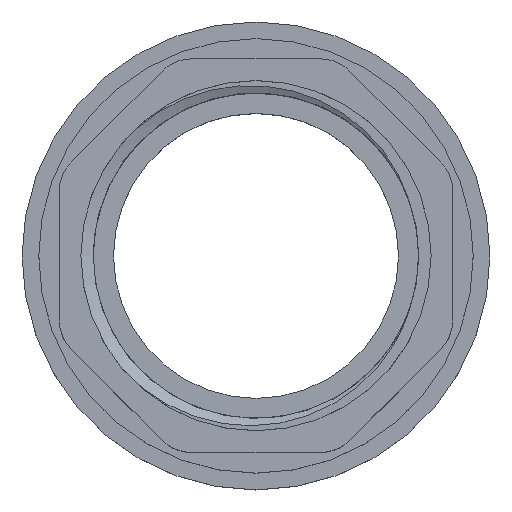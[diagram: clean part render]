
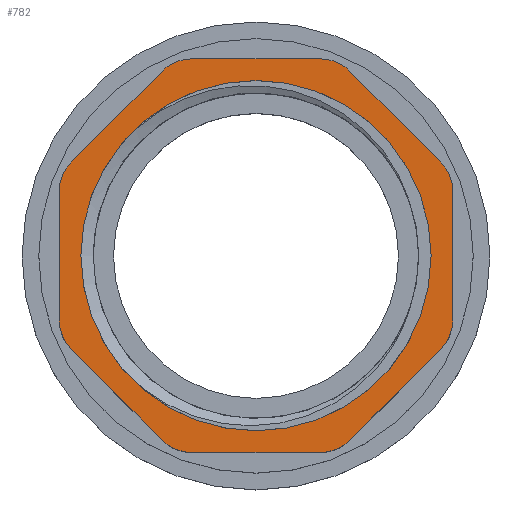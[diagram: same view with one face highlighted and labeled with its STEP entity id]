
A CAD part, top view. The second image highlights one B-rep face of the part: STEP entity #782.
In plain terms, the highlighted planar face has unit normal (0, 0, 1).
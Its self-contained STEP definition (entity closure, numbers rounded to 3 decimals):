
#20=FACE_BOUND('',#112,.T.);
#32=PLANE('',#851);
#64=FACE_OUTER_BOUND('',#111,.T.);
#111=EDGE_LOOP('',(#605,#606,#607,#608,#609,#610,#611,#612,#613,#614,#615,
#616,#617,#618,#619,#620));
#112=EDGE_LOOP('',(#621));
#132=CIRCLE('',#830,20.955);
#140=CIRCLE('',#852,5.);
#141=CIRCLE('',#853,5.);
#142=CIRCLE('',#854,5.);
#143=CIRCLE('',#855,5.);
#144=CIRCLE('',#856,5.);
#145=CIRCLE('',#857,5.);
#146=CIRCLE('',#858,5.);
#147=CIRCLE('',#859,5.);
#216=LINE('',#3656,#267);
#220=LINE('',#3665,#271);
#224=LINE('',#3674,#275);
#226=LINE('',#3679,#277);
#230=LINE('',#3688,#281);
#234=LINE('',#3697,#285);
#240=LINE('',#3710,#291);
#242=LINE('',#3720,#293);
#267=VECTOR('',#970,1.);
#271=VECTOR('',#976,1.);
#275=VECTOR('',#982,1.);
#277=VECTOR('',#986,1.);
#281=VECTOR('',#992,1.);
#285=VECTOR('',#998,1.);
#291=VECTOR('',#1006,1.);
#293=VECTOR('',#1020,1.);
#331=VERTEX_POINT('',#3227);
#345=VERTEX_POINT('',#3653);
#346=VERTEX_POINT('',#3655);
#349=VERTEX_POINT('',#3662);
#350=VERTEX_POINT('',#3664);
#353=VERTEX_POINT('',#3671);
#354=VERTEX_POINT('',#3673);
#355=VERTEX_POINT('',#3677);
#356=VERTEX_POINT('',#3678);
#359=VERTEX_POINT('',#3686);
#360=VERTEX_POINT('',#3687);
#363=VERTEX_POINT('',#3695);
#364=VERTEX_POINT('',#3696);
#369=VERTEX_POINT('',#3707);
#370=VERTEX_POINT('',#3709);
#371=VERTEX_POINT('',#3717);
#372=VERTEX_POINT('',#3719);
#420=EDGE_CURVE('',#331,#331,#132,.T.);
#440=EDGE_CURVE('',#346,#345,#216,.T.);
#444=EDGE_CURVE('',#350,#349,#220,.T.);
#448=EDGE_CURVE('',#354,#353,#224,.T.);
#450=EDGE_CURVE('',#355,#356,#226,.T.);
#454=EDGE_CURVE('',#359,#360,#230,.T.);
#458=EDGE_CURVE('',#363,#364,#234,.T.);
#464=EDGE_CURVE('',#370,#369,#240,.T.);
#466=EDGE_CURVE('',#353,#355,#140,.T.);
#467=EDGE_CURVE('',#356,#359,#141,.T.);
#468=EDGE_CURVE('',#360,#363,#142,.T.);
#469=EDGE_CURVE('',#364,#370,#143,.T.);
#470=EDGE_CURVE('',#369,#371,#144,.T.);
#471=EDGE_CURVE('',#371,#372,#242,.T.);
#472=EDGE_CURVE('',#372,#346,#145,.T.);
#473=EDGE_CURVE('',#345,#350,#146,.T.);
#474=EDGE_CURVE('',#349,#354,#147,.T.);
#605=ORIENTED_EDGE('',*,*,#448,.T.);
#606=ORIENTED_EDGE('',*,*,#466,.T.);
#607=ORIENTED_EDGE('',*,*,#450,.T.);
#608=ORIENTED_EDGE('',*,*,#467,.T.);
#609=ORIENTED_EDGE('',*,*,#454,.T.);
#610=ORIENTED_EDGE('',*,*,#468,.T.);
#611=ORIENTED_EDGE('',*,*,#458,.T.);
#612=ORIENTED_EDGE('',*,*,#469,.T.);
#613=ORIENTED_EDGE('',*,*,#464,.T.);
#614=ORIENTED_EDGE('',*,*,#470,.T.);
#615=ORIENTED_EDGE('',*,*,#471,.T.);
#616=ORIENTED_EDGE('',*,*,#472,.T.);
#617=ORIENTED_EDGE('',*,*,#440,.T.);
#618=ORIENTED_EDGE('',*,*,#473,.T.);
#619=ORIENTED_EDGE('',*,*,#444,.T.);
#620=ORIENTED_EDGE('',*,*,#474,.T.);
#621=ORIENTED_EDGE('',*,*,#420,.T.);
#782=ADVANCED_FACE('',(#64,#20),#32,.T.);
#830=AXIS2_PLACEMENT_3D('',#3228,#933,#934);
#851=AXIS2_PLACEMENT_3D('',#3712,#1008,#1009);
#852=AXIS2_PLACEMENT_3D('',#3713,#1010,#1011);
#853=AXIS2_PLACEMENT_3D('',#3714,#1012,#1013);
#854=AXIS2_PLACEMENT_3D('',#3715,#1014,#1015);
#855=AXIS2_PLACEMENT_3D('',#3716,#1016,#1017);
#856=AXIS2_PLACEMENT_3D('',#3718,#1018,#1019);
#857=AXIS2_PLACEMENT_3D('',#3721,#1021,#1022);
#858=AXIS2_PLACEMENT_3D('',#3722,#1023,#1024);
#859=AXIS2_PLACEMENT_3D('',#3723,#1025,#1026);
#933=DIRECTION('center_axis',(0.,0.,-1.));
#934=DIRECTION('ref_axis',(1.,0.,0.));
#970=DIRECTION('',(-0.707,0.707,0.));
#976=DIRECTION('',(-1.,0.,0.));
#982=DIRECTION('',(-0.707,-0.707,0.));
#986=DIRECTION('',(0.,-1.,0.));
#992=DIRECTION('',(0.707,-0.707,0.));
#998=DIRECTION('',(1.,0.,0.));
#1006=DIRECTION('',(0.707,0.707,0.));
#1008=DIRECTION('center_axis',(0.,0.,1.));
#1009=DIRECTION('ref_axis',(0.,-1.,0.));
#1010=DIRECTION('center_axis',(0.,0.,1.));
#1011=DIRECTION('ref_axis',(0.,-1.,0.));
#1012=DIRECTION('center_axis',(0.,0.,1.));
#1013=DIRECTION('ref_axis',(0.,-1.,0.));
#1014=DIRECTION('center_axis',(0.,0.,1.));
#1015=DIRECTION('ref_axis',(0.,-1.,0.));
#1016=DIRECTION('center_axis',(0.,0.,1.));
#1017=DIRECTION('ref_axis',(0.,-1.,0.));
#1018=DIRECTION('center_axis',(0.,0.,1.));
#1019=DIRECTION('ref_axis',(0.,-1.,0.));
#1020=DIRECTION('',(0.,1.,0.));
#1021=DIRECTION('center_axis',(0.,0.,1.));
#1022=DIRECTION('ref_axis',(0.,-1.,0.));
#1023=DIRECTION('center_axis',(0.,0.,1.));
#1024=DIRECTION('ref_axis',(0.,-1.,0.));
#1025=DIRECTION('center_axis',(0.,0.,1.));
#1026=DIRECTION('ref_axis',(0.,-1.,0.));
#3227=CARTESIAN_POINT('',(-20.955,0.,26.6));
#3228=CARTESIAN_POINT('Origin',(0.,0.,
26.6));
#3653=CARTESIAN_POINT('',(11.219,22.086,26.6));
#3655=CARTESIAN_POINT('',(22.086,11.219,26.6));
#3656=CARTESIAN_POINT('',(23.55,9.755,26.6));
#3662=CARTESIAN_POINT('',(-7.684,23.55,26.6));
#3664=CARTESIAN_POINT('',(7.684,23.55,26.6));
#3665=CARTESIAN_POINT('',(9.755,23.55,26.6));
#3671=CARTESIAN_POINT('',(-22.086,11.219,26.6));
#3673=CARTESIAN_POINT('',(-11.219,22.086,26.6));
#3674=CARTESIAN_POINT('',(-9.755,23.55,26.6));
#3677=CARTESIAN_POINT('',(-23.55,7.684,26.6));
#3678=CARTESIAN_POINT('',(-23.55,-7.684,26.6));
#3679=CARTESIAN_POINT('',(-23.55,9.755,26.6));
#3686=CARTESIAN_POINT('',(-22.086,-11.219,26.6));
#3687=CARTESIAN_POINT('',(-11.219,-22.086,26.6));
#3688=CARTESIAN_POINT('',(-23.55,-9.755,26.6));
#3695=CARTESIAN_POINT('',(-7.684,-23.55,26.6));
#3696=CARTESIAN_POINT('',(7.684,-23.55,26.6));
#3697=CARTESIAN_POINT('',(-9.755,-23.55,26.6));
#3707=CARTESIAN_POINT('',(22.086,-11.219,26.6));
#3709=CARTESIAN_POINT('',(11.219,-22.086,26.6));
#3710=CARTESIAN_POINT('',(9.755,-23.55,26.6));
#3712=CARTESIAN_POINT('Origin',(0.,20.955,26.6));
#3713=CARTESIAN_POINT('Origin',(-18.55,7.684,26.6));
#3714=CARTESIAN_POINT('Origin',(-18.55,-7.684,26.6));
#3715=CARTESIAN_POINT('Origin',(-7.684,-18.55,26.6));
#3716=CARTESIAN_POINT('Origin',(7.684,-18.55,26.6));
#3717=CARTESIAN_POINT('',(23.55,-7.684,26.6));
#3718=CARTESIAN_POINT('Origin',(18.55,-7.684,26.6));
#3719=CARTESIAN_POINT('',(23.55,7.684,26.6));
#3720=CARTESIAN_POINT('',(23.55,-9.755,26.6));
#3721=CARTESIAN_POINT('Origin',(18.55,7.684,26.6));
#3722=CARTESIAN_POINT('Origin',(7.684,18.55,26.6));
#3723=CARTESIAN_POINT('Origin',(-7.684,18.55,26.6));
